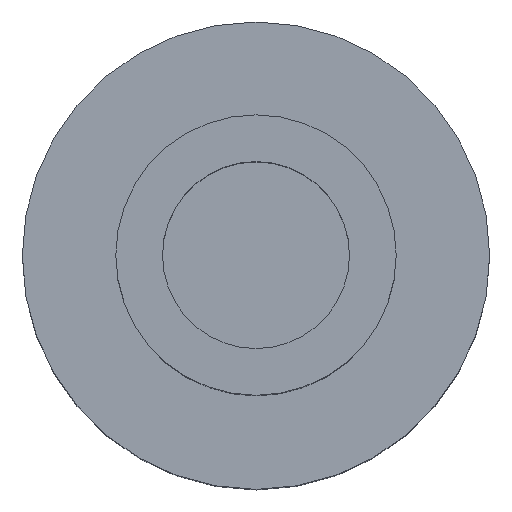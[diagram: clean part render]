
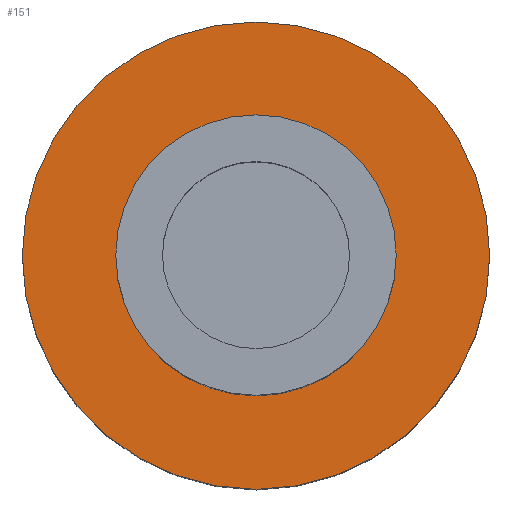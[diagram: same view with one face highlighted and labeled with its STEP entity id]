
A CAD part, top view. The second image highlights one B-rep face of the part: STEP entity #151.
In plain terms, the highlighted planar face has unit normal (0, 0, 1).
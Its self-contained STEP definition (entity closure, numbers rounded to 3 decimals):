
#87=CARTESIAN_POINT('POINT7',(6.,0.,15.));
#88=VERTEX_POINT('VERTEX7',#87);
#95=CARTESIAN_POINT('POINT8',(-6.,0.,15.))
   ;
#96=VERTEX_POINT('VERTEX8',#95);
#97=CARTESIAN_POINT('POS10',(0.,0.,15.));
#98=DIRECTION('DIR16',(0.,0.,-1.));
#99=DIRECTION('DIR17',(1.,0.,0.));
#100=AXIS2_PLACEMENT_3D('AXIS7',#97,#98,#99);
#101=CIRCLE('ELLIPSE4',#100,6.);
#102=EDGE_CURVE('EDGE10',#96,#88,#101,.T.);
#122=EDGE_CURVE('EDGE12',#88,#96,#101,.T.);
#127=ORIENTED_EDGE('COEDGE23',*,*,#122,.T.);
#128=ORIENTED_EDGE('COEDGE24',*,*,#102,.T.);
#129=EDGE_LOOP('NONE',(#127,#128));
#130=FACE_BOUND('LOOP1',#129,.T.);
#131=CARTESIAN_POINT('POINT9',(10.,0.,15.));
#132=VERTEX_POINT('VERTEX9',#131);
#133=CARTESIAN_POINT('POINT10',(-10.,0.,15.
   ));
#134=VERTEX_POINT('VERTEX10',#133);
#135=CARTESIAN_POINT('POS13',(0.,0.,15.));
#136=DIRECTION('DIR21',(0.,0.,1.));
#137=DIRECTION('DIR22',(1.,0.,0.));
#138=AXIS2_PLACEMENT_3D('AXIS9',#135,#136,#137);
#139=CIRCLE('ELLIPSE5',#138,10.);
#140=EDGE_CURVE('EDGE13',#132,#134,#139,.T.);
#141=ORIENTED_EDGE('COEDGE25',*,*,#140,.T.);
#142=EDGE_CURVE('EDGE14',#134,#132,#139,.T.);
#143=ORIENTED_EDGE('COEDGE26',*,*,#142,.T.);
#144=EDGE_LOOP('NONE',(#141,#143));
#145=FACE_BOUND('LOOP1',#144,.T.);
#146=CARTESIAN_POINT('POS14',(0.,0.,15.));
#147=DIRECTION('DIR23',(0.,0.,1.));
#148=DIRECTION('DIR24',(1.,0.,0.));
#149=AXIS2_PLACEMENT_3D('AXIS10',#146,#147,#148);
#150=PLANE('PLANE3',#149);
#151=ADVANCED_FACE('FACE7',(#130,#145),#150,.T.);
